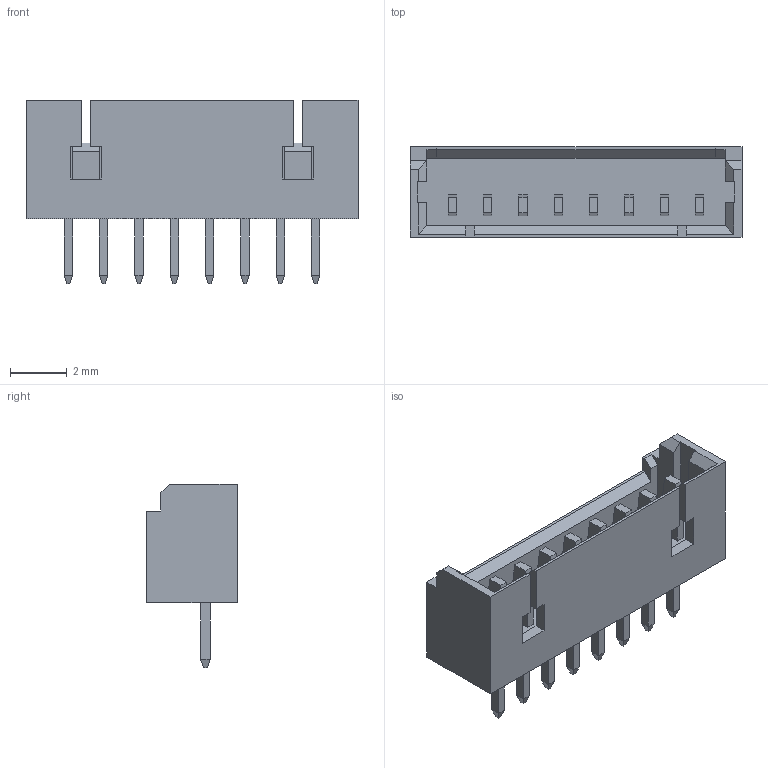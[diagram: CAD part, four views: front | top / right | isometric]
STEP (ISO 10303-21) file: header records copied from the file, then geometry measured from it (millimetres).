
FILE_DESCRIPTION(('FreeCAD Model'),'2;1');
FILE_NAME('10114829-XXX08LFC.step','2020-07-11T08:58:06',( 'kicad StepUp'),('ksu MCAD'),'Open CASCADE STEP processor 7.2', 'FreeCAD','Unknown');
FILE_SCHEMA(('AUTOMOTIVE_DESIGN { 1 0 10303 214 1 1 1 1 }'));
Length unit declared in the file: millimetre
Products named in the file (1): 10114829-XXX08LFC
Bounding box: 11.75 x 3.2 x 6.5 mm (x, y, z)
Volume: 77 mm3; surface area: 304.6 mm2
Topology: 1 solids, 1 shells, 182 faces, 456 edges, 292 vertices
Faces by surface type: plane 182
Entity records: 5293 total; most frequent: CARTESIAN_POINT 931, ORIENTED_EDGE 912, DIRECTION 822, EDGE_CURVE 456, LINE 456, VECTOR 456, VERTEX_POINT 292, FACE_BOUND 198
